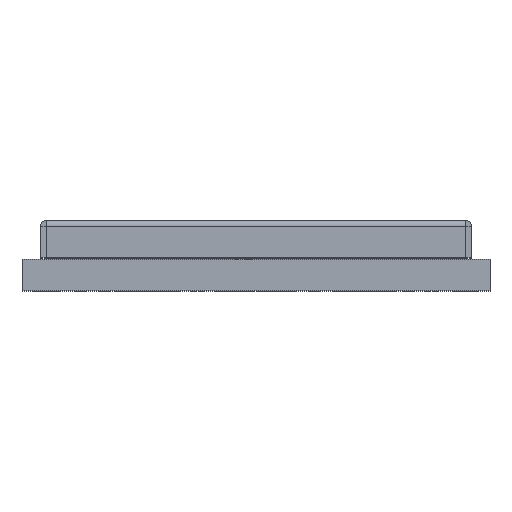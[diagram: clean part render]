
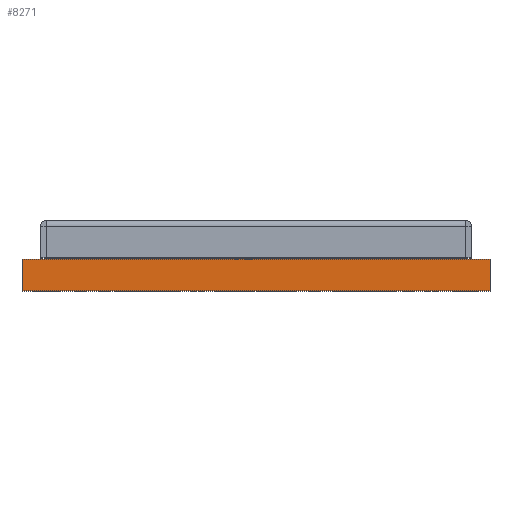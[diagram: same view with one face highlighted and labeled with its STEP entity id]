
A CAD part, top view. The second image highlights one B-rep face of the part: STEP entity #8271.
In plain terms, the highlighted planar face has unit normal (0, 0, 1).
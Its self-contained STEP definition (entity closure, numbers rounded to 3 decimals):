
#35=DIRECTION('',(1.,0.,0.));
#36=VECTOR('',#35,12.);
#37=CARTESIAN_POINT('',(-6.,0.,6.));
#38=LINE('',#37,#36);
#2107=DIRECTION('',(0.,1.,0.));
#2108=VECTOR('',#2107,0.8);
#2109=CARTESIAN_POINT('',(6.,0.,6.));
#2110=LINE('',#2109,#2108);
#2114=DIRECTION('',(0.,1.,0.));
#2115=VECTOR('',#2114,0.8);
#2116=CARTESIAN_POINT('',(-6.,0.,6.));
#2117=LINE('',#2116,#2115);
#2142=DIRECTION('',(1.,0.,0.));
#2143=VECTOR('',#2142,12.);
#2144=CARTESIAN_POINT('',(-6.,0.8,6.));
#2145=LINE('',#2144,#2143);
#6293=CARTESIAN_POINT('',(6.,0.,6.));
#6295=VERTEX_POINT('',#6293);
#6299=CARTESIAN_POINT('',(-6.,0.,6.));
#6300=VERTEX_POINT('',#6299);
#6301=CARTESIAN_POINT('',(6.,0.8,6.));
#6303=VERTEX_POINT('',#6301);
#6307=CARTESIAN_POINT('',(-6.,0.8,6.));
#6308=VERTEX_POINT('',#6307);
#8258=CARTESIAN_POINT('',(-6.,0.,6.));
#8259=DIRECTION('',(0.,0.,1.));
#8260=DIRECTION('',(1.,0.,0.));
#8261=AXIS2_PLACEMENT_3D('',#8258,#8259,#8260);
#8262=PLANE('',#8261);
#8263=ORIENTED_EDGE('',*,*,#7500,.F.);
#8265=ORIENTED_EDGE('',*,*,#8264,.T.);
#8267=ORIENTED_EDGE('',*,*,#8266,.T.);
#8268=ORIENTED_EDGE('',*,*,#8249,.F.);
#8269=EDGE_LOOP('',(#8263,#8265,#8267,#8268));
#8270=FACE_OUTER_BOUND('',#8269,.F.);
#8271=ADVANCED_FACE('',(#8270),#8262,.T.);
#7500=EDGE_CURVE('',#6300,#6295,#38,.T.);
#8249=EDGE_CURVE('',#6295,#6303,#2110,.T.);
#8264=EDGE_CURVE('',#6300,#6308,#2117,.T.);
#8266=EDGE_CURVE('',#6308,#6303,#2145,.T.);
